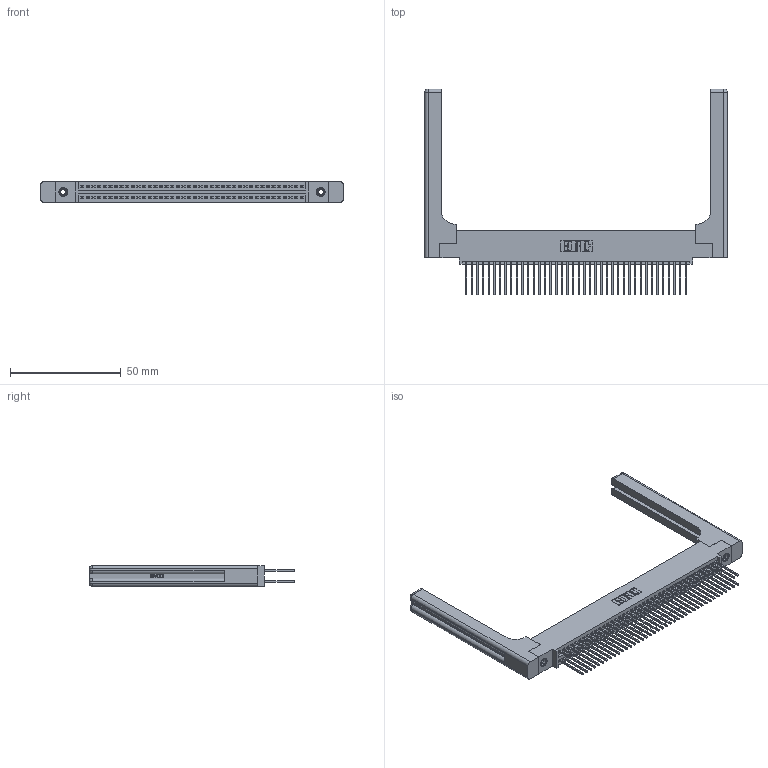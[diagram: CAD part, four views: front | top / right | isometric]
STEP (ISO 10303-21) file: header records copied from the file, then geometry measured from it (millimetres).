
FILE_DESCRIPTION (( 'STEP AP203' ), '1' );
FILE_NAME ('345-080-540-558.STEP', '2019-10-31T19:05:34', ( '' ), ( '' ), 'SwSTEP 2.0', 'SolidWorks 2016', '' );
FILE_SCHEMA (( 'CONFIG_CONTROL_DESIGN' ));
Length unit declared in the file: inch
Products named in the file (5): 345-080-540-558; 345-292-001_345-293-140; 345-250-001_345-250-001-102; 345-220-058_345-220-058; 345 Part_0.110 Offset - 0.156 Dia-TH
Assembly tree (85 placements, depth 2):
  345-080-540-558
    345 Part_0.110 Offset - 0.156 Dia-TH
    345-292-001_345-293-140  x80
    345-250-001_345-250-001-102  x2
    345-220-058_345-220-058  x2
Bounding box: 136.63 x 92.89 x 9.4 mm (x, y, z)
Volume: 21958.5 mm3; surface area: 26450.7 mm2
Topology: 85 solids, 85 shells, 4386 faces, 12939 edges, 8498 vertices
Faces by surface type: plane 2872, cylinder 1454, bspline 36, cone 12, sphere 8, torus 4
Entity records: 36986 total; most frequent: CARTESIAN_POINT 7197, ORIENTED_EDGE 5928, DIRECTION 5280, EDGE_CURVE 2964, LINE 2580, VECTOR 2580, VERTEX_POINT 1966, AXIS2_PLACEMENT_3D 1350
